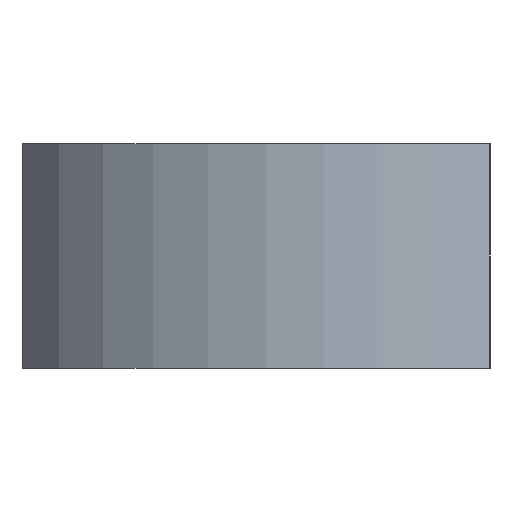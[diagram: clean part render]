
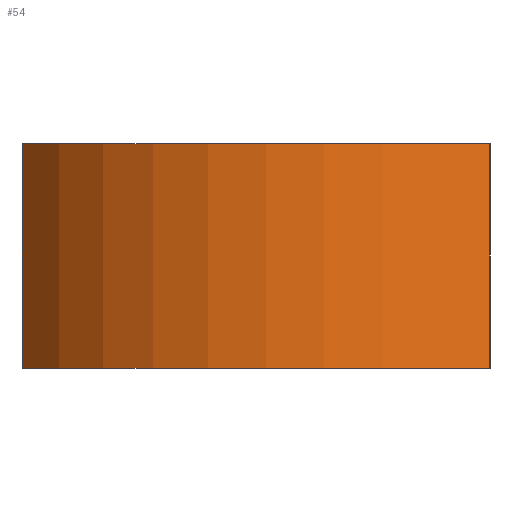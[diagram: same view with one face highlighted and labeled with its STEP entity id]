
A CAD part, left-side view. The second image highlights one B-rep face of the part: STEP entity #54.
In plain terms, the highlighted cylindrical face has radius 18 mm (diameter 36 mm), a partial arc.
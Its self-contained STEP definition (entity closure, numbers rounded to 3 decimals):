
#54 = ADVANCED_FACE( '', ( #131 ), #132, .T. );
#131 = FACE_OUTER_BOUND( '', #244, .T. );
#132 = CYLINDRICAL_SURFACE( '', #245, 18. );
#244 = EDGE_LOOP( '', ( #356, #357, #358, #359 ) );
#245 = AXIS2_PLACEMENT_3D( '', #360, #361, #362 );
#356 = ORIENTED_EDGE( '', *, *, #559, .T. );
#357 = ORIENTED_EDGE( '', *, *, #561, .F. );
#358 = ORIENTED_EDGE( '', *, *, #562, .F. );
#359 = ORIENTED_EDGE( '', *, *, #563, .T. );
#360 = CARTESIAN_POINT( '', ( 0., 0., 6. ) );
#361 = DIRECTION( '', ( 0., 0., 1. ) );
#362 = DIRECTION( '', ( -1., 0., 0. ) );
#559 = EDGE_CURVE( '', #636, #640, #642, .T. );
#561 = EDGE_CURVE( '', #644, #640, #645, .T. );
#562 = EDGE_CURVE( '', #646, #644, #647, .T. );
#563 = EDGE_CURVE( '', #646, #636, #648, .T. );
#636 = VERTEX_POINT( '', #750 );
#640 = VERTEX_POINT( '', #755 );
#642 = CIRCLE( '', #758, 18. );
#644 = VERTEX_POINT( '', #760 );
#645 = LINE( '', #761, #762 );
#646 = VERTEX_POINT( '', #763 );
#647 = CIRCLE( '', #764, 18. );
#648 = LINE( '', #765, #766 );
#750 = CARTESIAN_POINT( '', ( -9.95, 15., -6. ) );
#755 = CARTESIAN_POINT( '', ( -14.967, -10., -6. ) );
#758 = AXIS2_PLACEMENT_3D( '', #953, #954, #955 );
#760 = CARTESIAN_POINT( '', ( -14.967, -10., 6. ) );
#761 = CARTESIAN_POINT( '', ( -14.967, -10., 6. ) );
#762 = VECTOR( '', #956, 1000. );
#763 = CARTESIAN_POINT( '', ( -9.95, 15., 6. ) );
#764 = AXIS2_PLACEMENT_3D( '', #957, #958, #959 );
#765 = CARTESIAN_POINT( '', ( -9.95, 15., 6. ) );
#766 = VECTOR( '', #960, 1000. );
#953 = CARTESIAN_POINT( '', ( 0., 0., -6. ) );
#954 = DIRECTION( '', ( 0., 0., 1. ) );
#955 = DIRECTION( '', ( 1., 0., 0. ) );
#956 = DIRECTION( '', ( 0., 0., -1. ) );
#957 = CARTESIAN_POINT( '', ( 0., 0., 6. ) );
#958 = DIRECTION( '', ( 0., 0., 1. ) );
#959 = DIRECTION( '', ( 1., 0., 0. ) );
#960 = DIRECTION( '', ( 0., 0., -1. ) );
